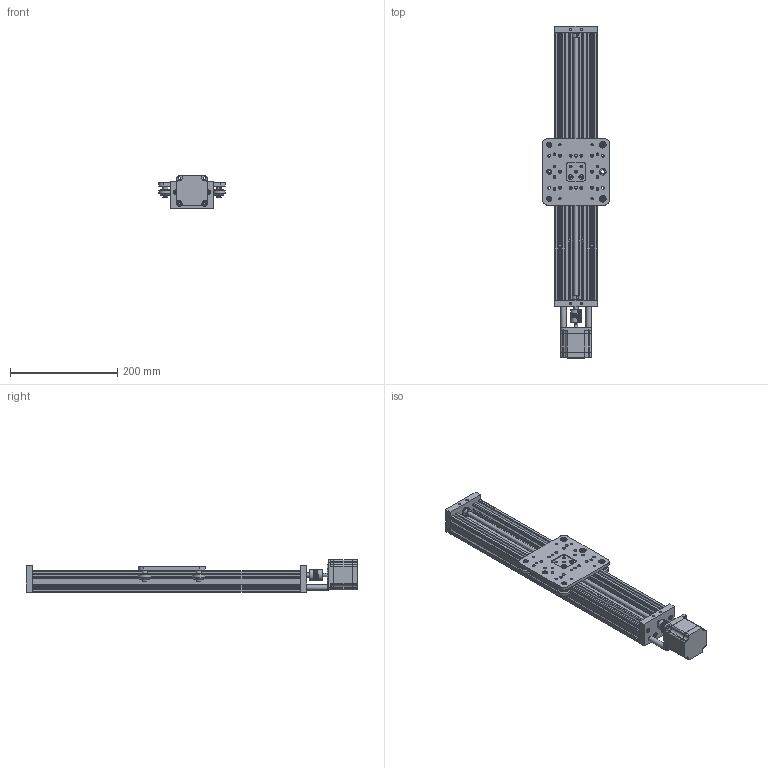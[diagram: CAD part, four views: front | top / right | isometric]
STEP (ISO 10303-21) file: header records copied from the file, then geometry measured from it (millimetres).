
FILE_DESCRIPTION(/* description */ (''),/* implementation_level */ '2;1');
FILE_NAME(/* name */ 'C-Beam Linear Actuator 500mm_Animation v8.step',/* time_stamp */ '2024-08-06T16:05:22+05:30',/* author */ (''),/* organization */ (''),/* preprocessor_version */ 'ST-DEVELOPER v20',/* originating_system */ 'Autodesk Translation Framework v13.14.0.145',/* authorisation */ '');
FILE_SCHEMA (('AUTOMOTIVE_DESIGN { 1 0 10303 214 3 1 1 }'));
Length unit declared in the file: millimetre
Products named in the file (32): C-Beam Linear Actuator 500mm_Animation; C-Beam End Mount_2pcs; M5 Shim; coupler; Shaft_540mm; M5x20 LP_8pcs; 40mm spacer; Nema 23 Motor; M5x55 LP_2pcs; Plates Block; C beam linear actuator; 3mm spacer; 125.125.6; M5 Nylock; M5x25 LP_6pcs; Eccentric Spacer; 6mm Spacer; 1mm 5mm shim; Bearing 625 2RS_2pcs; solid v- wheel; V-Wheel Solid Wheel - spacer; solid v- wheel_1; V-Wheel Solid Wheel - spacer_1; solid v- wheel_2; V-Wheel Solid Wheel - spacer_2; solid v- wheel_3; V-Wheel Solid Wheel - spacer_3; Solid V-Wheel; Ball Bearing 625 2RS 5x16x5; 1mm 5mm shim_1; 6mm Spacer_1; M5 Nylock Nut_2pcs
Assembly tree (83 placements, depth 4):
  C-Beam Linear Actuator 500mm_Animation
    C-Beam End Mount_2pcs  x2
    Bearing 625 2RS_2pcs  x10
    M5 Shim  x2
    C beam linear actuator  x2
    coupler
    Shaft_540mm
    M5x20 LP_8pcs  x8
    40mm spacer  x2
    Nema 23 Motor
    M5x55 LP_2pcs  x2
    Plates Block
    3mm spacer  x2
    M5x25 LP_6pcs  x6
    125.125.6
    M5 Nylock  x2
    Eccentric Spacer  x2
    6mm Spacer  x2
    1mm 5mm shim  x4
    solid v- wheel
      V-Wheel Solid Wheel - spacer
        Solid V-Wheel
        Ball Bearing 625 2RS 5x16x5  x2
        1mm 5mm shim_1
        6mm Spacer_1
    solid v- wheel_1
      V-Wheel Solid Wheel - spacer_1
        Solid V-Wheel
        Ball Bearing 625 2RS 5x16x5  x2
        1mm 5mm shim_1
        6mm Spacer_1
    solid v- wheel_2
      V-Wheel Solid Wheel - spacer_2
        Solid V-Wheel
        Ball Bearing 625 2RS 5x16x5  x2
        1mm 5mm shim_1
        6mm Spacer_1
    solid v- wheel_3
      V-Wheel Solid Wheel - spacer_3
        Solid V-Wheel
        Ball Bearing 625 2RS 5x16x5  x2
        1mm 5mm shim_1
        6mm Spacer_1
    M5 Nylock Nut_2pcs  x4
Bounding box: 125 x 620 x 60.67 mm (x, y, z)
Volume: 807399.5 mm3; surface area: 554284.2 mm2
Topology: 60 solids, 60 shells, 1186 faces, 2815 edges, 1856 vertices
Faces by surface type: plane 732, cylinder 300, cone 124, torus 20, bspline 8, sphere 2
Full cylindrical faces by diameter (mm): 3.4 x4, 4.134 x4, 4.2 x10, 4.25 x4, 4.6 x6, 5 x28, 5.1 x12, 5.2 x40, 5.3 x4, 6.35 x2, 7.11 x2, 7.3 x3, 8 x16, 8.5 x2, 9 x2, 9.2 x11, 10 x10, 10.2 x20, 11.176 x2, 11.8 x2, 12.3 x3, 14 x2, 14.4 x20, 15.974 x4, 16 x10, 16.1 x2, 20 x4, 23.9 x4, 38.1 x1
Entity records: 24859 total; most frequent: CARTESIAN_POINT 5682, DIRECTION 3782, ORIENTED_EDGE 3714, EDGE_CURVE 1857, LINE 1326, VECTOR 1326, VERTEX_POINT 1234, AXIS2_PLACEMENT_3D 1228
